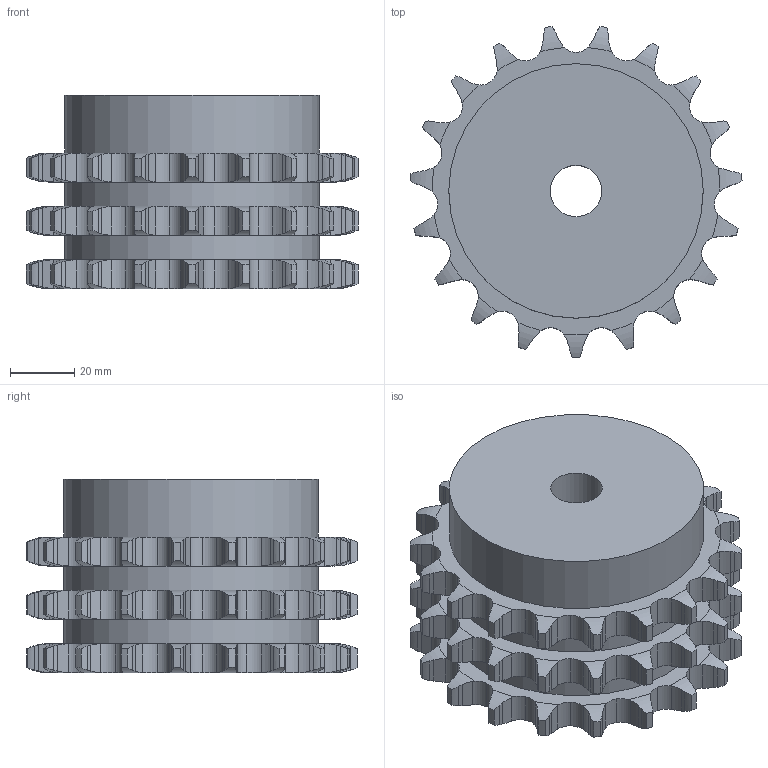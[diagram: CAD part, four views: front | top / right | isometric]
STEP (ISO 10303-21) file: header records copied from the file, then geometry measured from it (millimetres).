
FILE_DESCRIPTION(('FreeCAD Model'),'2;1');
FILE_NAME('Open CASCADE Shape Model','2021-10-03T09:59:37',('FreeCAD'),( 'FreeCAD'),'Open CASCADE STEP processor 7.4','FreeCAD','Unknown');
FILE_SCHEMA(('AUTOMOTIVE_DESIGN { 1 0 10303 214 1 1 1 1 }'));
Products named in the file (1): Open CASCADE STEP translator 7.4 12
Bounding box: 103.1 x 102.76 x 60 mm (x, y, z)
Volume: 330225.9 mm3; surface area: 43464.9 mm2
Topology: 1 solids, 1 shells, 645 faces, 1912 edges, 1275 vertices
Faces by surface type: cylinder 403, plane 122, torus 120
Full cylindrical faces by diameter (mm): 16 x1, 79 x3
Entity records: 57753 total; most frequent: CARTESIAN_POINT 25111, DIRECTION 4533, ORIENTED_EDGE 3824, PCURVE 3824, DEFINITIONAL_REPRESENTATION 3824, B_SPLINE_CURVE_WITH_KNOTS 2754, LINE 2147, VECTOR 2147
